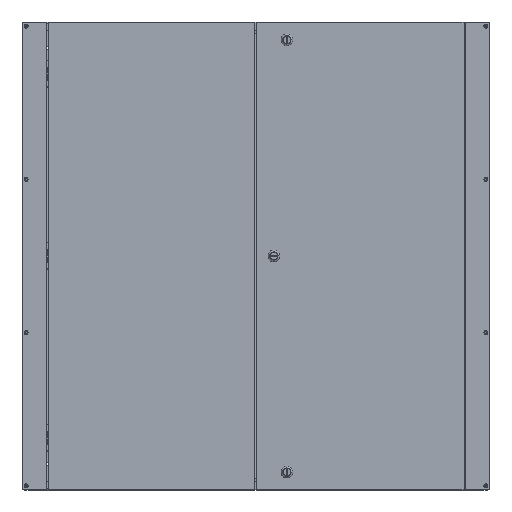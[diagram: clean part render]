
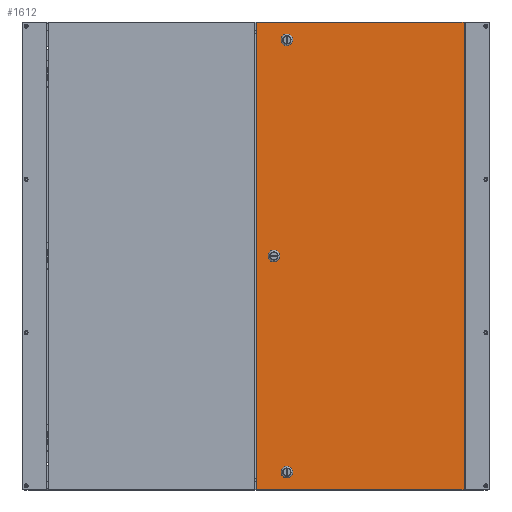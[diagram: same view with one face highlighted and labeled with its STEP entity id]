
A CAD part, front view. The second image highlights one B-rep face of the part: STEP entity #1612.
In plain terms, the highlighted planar face has unit normal (0, -1, 0).
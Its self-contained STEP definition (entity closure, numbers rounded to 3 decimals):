
#1612 = ADVANCED_FACE( '', ( #3320, #3321, #3322, #3323 ), #3324, .T. );
#3320 = FACE_BOUND( '', #14566, .T. );
#3321 = FACE_BOUND( '', #14567, .T. );
#3322 = FACE_BOUND( '', #14568, .T. );
#3323 = FACE_OUTER_BOUND( '', #14569, .T. );
#3324 = PLANE( '', #14570 );
#14566 = EDGE_LOOP( '', ( #35980, #35981, #35982, #35983 ) );
#14567 = EDGE_LOOP( '', ( #35984, #35985, #35986, #35987 ) );
#14568 = EDGE_LOOP( '', ( #35988, #35989, #35990, #35991 ) );
#14569 = EDGE_LOOP( '', ( #35992, #35993, #35994, #35995 ) );
#14570 = AXIS2_PLACEMENT_3D( '', #35996, #35997, #35998 );
#35980 = ORIENTED_EDGE( '', *, *, #39703, .F. );
#35981 = ORIENTED_EDGE( '', *, *, #38929, .F. );
#35982 = ORIENTED_EDGE( '', *, *, #39877, .F. );
#35983 = ORIENTED_EDGE( '', *, *, #39604, .F. );
#35984 = ORIENTED_EDGE( '', *, *, #39642, .F. );
#35985 = ORIENTED_EDGE( '', *, *, #40065, .F. );
#35986 = ORIENTED_EDGE( '', *, *, #40066, .F. );
#35987 = ORIENTED_EDGE( '', *, *, #39020, .F. );
#35988 = ORIENTED_EDGE( '', *, *, #40067, .F. );
#35989 = ORIENTED_EDGE( '', *, *, #40068, .F. );
#35990 = ORIENTED_EDGE( '', *, *, #40069, .F. );
#35991 = ORIENTED_EDGE( '', *, *, #39064, .F. );
#35992 = ORIENTED_EDGE( '', *, *, #39340, .T. );
#35993 = ORIENTED_EDGE( '', *, *, #40070, .T. );
#35994 = ORIENTED_EDGE( '', *, *, #39936, .T. );
#35995 = ORIENTED_EDGE( '', *, *, #40071, .T. );
#35996 = CARTESIAN_POINT( '', ( 0., 0., 0. ) );
#35997 = DIRECTION( '', ( 0., -1., 0. ) );
#35998 = DIRECTION( '', ( 0., 0., -1. ) );
#38929 = EDGE_CURVE( '', #40964, #40966, #40967, .T. );
#39020 = EDGE_CURVE( '', #41128, #41130, #41131, .T. );
#39064 = EDGE_CURVE( '', #41206, #41208, #41209, .T. );
#39340 = EDGE_CURVE( '', #41687, #41688, #41689, .T. );
#39604 = EDGE_CURVE( '', #42131, #42133, #42134, .T. );
#39642 = EDGE_CURVE( '', #42193, #41128, #42195, .T. );
#39703 = EDGE_CURVE( '', #40966, #42131, #42294, .T. );
#39877 = EDGE_CURVE( '', #42133, #40964, #42553, .T. );
#39936 = EDGE_CURVE( '', #42639, #42640, #42641, .T. );
#40065 = EDGE_CURVE( '', #42824, #42193, #42825, .T. );
#40066 = EDGE_CURVE( '', #41130, #42824, #42826, .T. );
#40067 = EDGE_CURVE( '', #42827, #41206, #42828, .T. );
#40068 = EDGE_CURVE( '', #42829, #42827, #42830, .T. );
#40069 = EDGE_CURVE( '', #41208, #42829, #42831, .T. );
#40070 = EDGE_CURVE( '', #41688, #42639, #42832, .T. );
#40071 = EDGE_CURVE( '', #42640, #41687, #42833, .T. );
#40964 = VERTEX_POINT( '', #43967 );
#40966 = VERTEX_POINT( '', #43970 );
#40967 = CIRCLE( '', #43971, 9.716 );
#41128 = VERTEX_POINT( '', #44405 );
#41130 = VERTEX_POINT( '', #44408 );
#41131 = LINE( '', #44409, #44410 );
#41206 = VERTEX_POINT( '', #44554 );
#41208 = VERTEX_POINT( '', #44557 );
#41209 = LINE( '', #44558, #44559 );
#41687 = VERTEX_POINT( '', #45645 );
#41688 = VERTEX_POINT( '', #45646 );
#41689 = LINE( '', #45647, #45648 );
#42131 = VERTEX_POINT( '', #46429 );
#42133 = VERTEX_POINT( '', #46432 );
#42134 = CIRCLE( '', #46433, 9.716 );
#42193 = VERTEX_POINT( '', #46579 );
#42195 = CIRCLE( '', #46582, 9.716 );
#42294 = LINE( '', #46755, #46756 );
#42553 = LINE( '', #47370, #47371 );
#42639 = VERTEX_POINT( '', #47512 );
#42640 = VERTEX_POINT( '', #47513 );
#42641 = LINE( '', #47514, #47515 );
#42824 = VERTEX_POINT( '', #47967 );
#42825 = LINE( '', #47968, #47969 );
#42826 = CIRCLE( '', #47970, 9.716 );
#42827 = VERTEX_POINT( '', #47971 );
#42828 = CIRCLE( '', #47972, 9.716 );
#42829 = VERTEX_POINT( '', #47973 );
#42830 = LINE( '', #47974, #47975 );
#42831 = CIRCLE( '', #47976, 9.716 );
#42832 = LINE( '', #47977, #47978 );
#42833 = LINE( '', #47979, #47980 );
#43967 = CARTESIAN_POINT( '', ( 148.197, 0., 414.147 ) );
#43970 = CARTESIAN_POINT( '', ( 148.197, 0., 430.403 ) );
#43971 = AXIS2_PLACEMENT_3D( '', #50418, #50419, #50420 );
#44405 = CARTESIAN_POINT( '', ( 137.553, 0., -430.403 ) );
#44408 = CARTESIAN_POINT( '', ( 148.197, 0., -430.403 ) );
#44409 = CARTESIAN_POINT( '', ( 137.553, 0., -430.403 ) );
#44410 = VECTOR( '', #50498, 1000. );
#44554 = CARTESIAN_POINT( '', ( 160.147, 0., 5.322 ) );
#44557 = CARTESIAN_POINT( '', ( 160.147, 0., -5.322 ) );
#44558 = CARTESIAN_POINT( '', ( 160.147, 0., 5.322 ) );
#44559 = VECTOR( '', #50534, 1000. );
#45645 = CARTESIAN_POINT( '', ( -203.2, 0., 457.2 ) );
#45646 = CARTESIAN_POINT( '', ( -203.2, 0., -457.2 ) );
#45647 = CARTESIAN_POINT( '', ( -203.2, 0., 457.2 ) );
#45648 = VECTOR( '', #50829, 1000. );
#46429 = CARTESIAN_POINT( '', ( 137.553, 0., 430.403 ) );
#46432 = CARTESIAN_POINT( '', ( 137.553, 0., 414.147 ) );
#46433 = AXIS2_PLACEMENT_3D( '', #51157, #51158, #51159 );
#46579 = CARTESIAN_POINT( '', ( 137.553, 0., -414.147 ) );
#46582 = AXIS2_PLACEMENT_3D( '', #51185, #51186, #51187 );
#46755 = CARTESIAN_POINT( '', ( 148.197, 0., 430.403 ) );
#46756 = VECTOR( '', #51258, 1000. );
#47370 = CARTESIAN_POINT( '', ( 137.553, 0., 414.147 ) );
#47371 = VECTOR( '', #51431, 1000. );
#47512 = CARTESIAN_POINT( '', ( 203.2, 0., -457.2 ) );
#47513 = CARTESIAN_POINT( '', ( 203.2, 0., 457.2 ) );
#47514 = CARTESIAN_POINT( '', ( 203.2, 0., -457.2 ) );
#47515 = VECTOR( '', #51505, 1000. );
#47967 = CARTESIAN_POINT( '', ( 148.197, 0., -414.147 ) );
#47968 = CARTESIAN_POINT( '', ( 137.553, 0., -414.147 ) );
#47969 = VECTOR( '', #51615, 1000. );
#47970 = AXIS2_PLACEMENT_3D( '', #51616, #51617, #51618 );
#47971 = CARTESIAN_POINT( '', ( 176.403, 0., 5.322 ) );
#47972 = AXIS2_PLACEMENT_3D( '', #51619, #51620, #51621 );
#47973 = CARTESIAN_POINT( '', ( 176.403, 0., -5.322 ) );
#47974 = CARTESIAN_POINT( '', ( 176.403, 0., 5.322 ) );
#47975 = VECTOR( '', #51622, 1000. );
#47976 = AXIS2_PLACEMENT_3D( '', #51623, #51624, #51625 );
#47977 = CARTESIAN_POINT( '', ( -203.2, 0., -457.2 ) );
#47978 = VECTOR( '', #51626, 1000. );
#47979 = CARTESIAN_POINT( '', ( 203.2, 0., 457.2 ) );
#47980 = VECTOR( '', #51627, 1000. );
#50418 = CARTESIAN_POINT( '', ( 142.875, 0., 422.275 ) );
#50419 = DIRECTION( '', ( 0., -1., 0. ) );
#50420 = DIRECTION( '', ( 0., 0., -1. ) );
#50498 = DIRECTION( '', ( 1., 0., 0. ) );
#50534 = DIRECTION( '', ( 0., 0., -1. ) );
#50829 = DIRECTION( '', ( 0., 0., -1. ) );
#51157 = CARTESIAN_POINT( '', ( 142.875, 0., 422.275 ) );
#51158 = DIRECTION( '', ( 0., -1., 0. ) );
#51159 = DIRECTION( '', ( 0., 0., -1. ) );
#51185 = CARTESIAN_POINT( '', ( 142.875, 0., -422.275 ) );
#51186 = DIRECTION( '', ( 0., -1., 0. ) );
#51187 = DIRECTION( '', ( 0., 0., 1. ) );
#51258 = DIRECTION( '', ( -1., 0., 0. ) );
#51431 = DIRECTION( '', ( 1., 0., 0. ) );
#51505 = DIRECTION( '', ( 0., 0., 1. ) );
#51615 = DIRECTION( '', ( -1., 0., 0. ) );
#51616 = CARTESIAN_POINT( '', ( 142.875, 0., -422.275 ) );
#51617 = DIRECTION( '', ( 0., -1., 0. ) );
#51618 = DIRECTION( '', ( 0., 0., 1. ) );
#51619 = CARTESIAN_POINT( '', ( 168.275, 0., 0. ) );
#51620 = DIRECTION( '', ( 0., -1., 0. ) );
#51621 = DIRECTION( '', ( 1., 0., 0. ) );
#51622 = DIRECTION( '', ( 0., 0., 1. ) );
#51623 = CARTESIAN_POINT( '', ( 168.275, 0., 0. ) );
#51624 = DIRECTION( '', ( 0., -1., 0. ) );
#51625 = DIRECTION( '', ( 1., 0., 0. ) );
#51626 = DIRECTION( '', ( 1., 0., 0. ) );
#51627 = DIRECTION( '', ( -1., 0., 0. ) );
